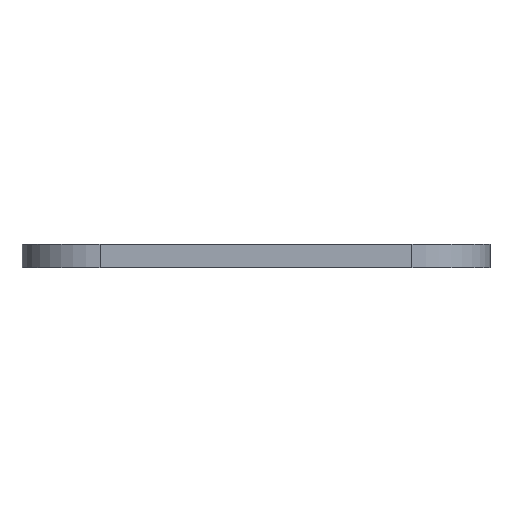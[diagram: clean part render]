
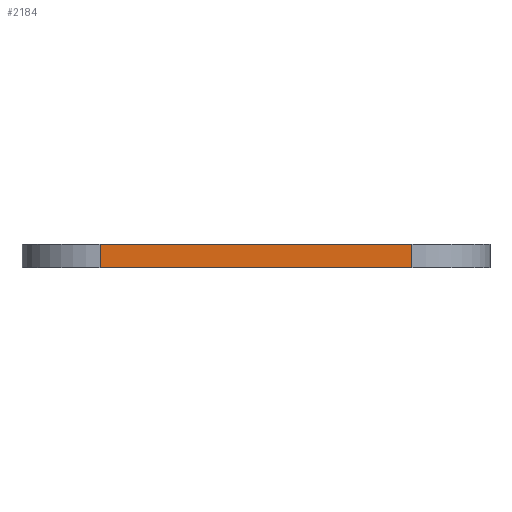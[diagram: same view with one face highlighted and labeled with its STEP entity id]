
A CAD part, left-side view. The second image highlights one B-rep face of the part: STEP entity #2184.
In plain terms, the highlighted face is planar.
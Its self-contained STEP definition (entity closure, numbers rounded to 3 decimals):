
#79=PLANE('',#2431);
#189=FACE_OUTER_BOUND('',#307,.T.);
#307=EDGE_LOOP('',(#1891,#1892,#1893,#1894));
#332=LINE('',#3186,#531);
#511=LINE('',#3742,#710);
#512=LINE('',#3745,#711);
#513=LINE('',#3746,#712);
#531=VECTOR('',#2522,10.);
#710=VECTOR('',#3087,10.);
#711=VECTOR('',#3090,10.);
#712=VECTOR('',#3091,10.);
#864=VERTEX_POINT('',#3183);
#865=VERTEX_POINT('',#3185);
#1049=VERTEX_POINT('',#3740);
#1050=VERTEX_POINT('',#3744);
#1086=EDGE_CURVE('',#865,#864,#332,.T.);
#1365=EDGE_CURVE('',#864,#1049,#511,.T.);
#1366=EDGE_CURVE('',#1050,#1049,#512,.T.);
#1367=EDGE_CURVE('',#865,#1050,#513,.T.);
#1891=ORIENTED_EDGE('',*,*,#1086,.T.);
#1892=ORIENTED_EDGE('',*,*,#1365,.T.);
#1893=ORIENTED_EDGE('',*,*,#1366,.F.);
#1894=ORIENTED_EDGE('',*,*,#1367,.F.);
#2184=ADVANCED_FACE('',(#189),#79,.T.);
#2431=AXIS2_PLACEMENT_3D('',#3743,#3088,#3089);
#2522=DIRECTION('',(0.,1.,0.));
#3087=DIRECTION('',(0.,0.,1.));
#3088=DIRECTION('center_axis',(1.,0.,0.));
#3089=DIRECTION('ref_axis',(0.,1.,0.));
#3090=DIRECTION('',(0.,1.,0.));
#3091=DIRECTION('',(0.,0.,1.));
#3183=CARTESIAN_POINT('',(0.,-40.,0.));
#3185=CARTESIAN_POINT('',(0.,-200.,0.));
#3186=CARTESIAN_POINT('',(0.,-200.,0.));
#3740=CARTESIAN_POINT('',(0.,-40.,12.));
#3742=CARTESIAN_POINT('',(0.,-40.,0.));
#3743=CARTESIAN_POINT('Origin',(0.,-200.,0.));
#3744=CARTESIAN_POINT('',(0.,-200.,12.));
#3745=CARTESIAN_POINT('',(0.,-200.,12.));
#3746=CARTESIAN_POINT('',(0.,-200.,0.));
